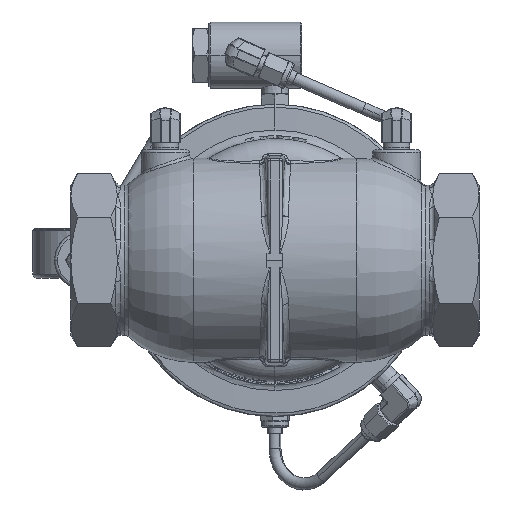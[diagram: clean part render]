
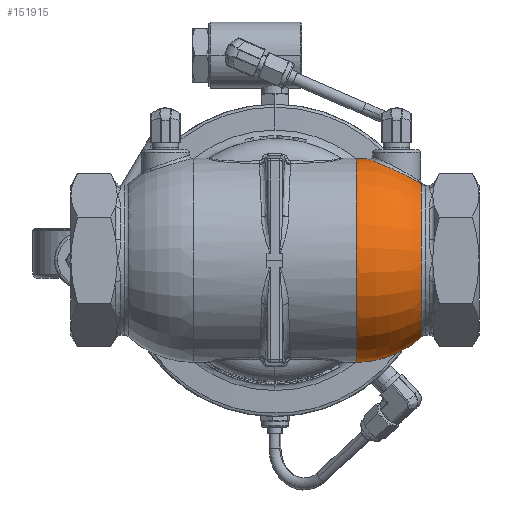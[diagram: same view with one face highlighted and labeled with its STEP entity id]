
A CAD part, front view. The second image highlights one B-rep face of the part: STEP entity #151915.
In plain terms, the highlighted toroidal (fillet/blend) face has major radius 3.175 mm and minor radius 50.8 mm.
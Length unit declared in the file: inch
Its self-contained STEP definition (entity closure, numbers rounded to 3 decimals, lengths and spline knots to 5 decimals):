
#792 = B_SPLINE_CURVE_WITH_KNOTS ( 'NONE', 3,
 ( #6128, #123976, #54136, #88276, #135949, #6651, #5079, #89308, #28891, #101209, #113122, #66023 ),
 .UNSPECIFIED., .F., .F.,
 ( 4, 2, 2, 2, 2, 4 ),
 ( 0., 0.00015, 0.0003, 0.00059, 0.00119, 0.00237 ),
 .UNSPECIFIED. ) ;
#5079 = CARTESIAN_POINT ( 'NONE',  ( 3.03438, -0.16651, 1.59862 ) ) ;
#6128 = CARTESIAN_POINT ( 'NONE',  ( 3.04716, -0.15756, 1.58779 ) ) ;
#6235 = CARTESIAN_POINT ( 'NONE',  ( 2.34499, -0.52306, 1.94651 ) ) ;
#6651 = CARTESIAN_POINT ( 'NONE',  ( 3.03654, -0.16378, 1.59694 ) ) ;
#6742 = CARTESIAN_POINT ( 'NONE',  ( 2.77657, -0.47474, 1.74171 ) ) ;
#7259 = CARTESIAN_POINT ( 'NONE',  ( 2.85146, -0.42395, 1.70272 ) ) ;
#7766 = CARTESIAN_POINT ( 'NONE',  ( 2.08151, -0.34375, 2.0582 ) ) ;
#8792 = FACE_OUTER_BOUND ( 'NONE', #146004, .T. ) ;
#10382 = DIRECTION ( 'NONE',  ( -1., 0., 0. ) ) ;
#11401 = DIRECTION ( 'NONE',  ( 0., 0., 1. ) ) ;
#12658 = EDGE_CURVE ( 'NONE', #109106, #107809, #28421, .T. ) ;
#13951 = DIRECTION ( 'NONE',  ( 0., 0., 1. ) ) ;
#15595 = CARTESIAN_POINT ( 'NONE',  ( 1.69167, 0., 0. ) ) ;
#17615 = CARTESIAN_POINT ( 'NONE',  ( 1.98924, -0.17621, 2.09541 ) ) ;
#18122 = CARTESIAN_POINT ( 'NONE',  ( 2.97252, -0.28469, 1.6368 ) ) ;
#18633 = CARTESIAN_POINT ( 'NONE',  ( 2.46272, -0.54561, 1.89365 ) ) ;
#19154 = CARTESIAN_POINT ( 'NONE',  ( 2.76349, -0.48199, 1.74841 ) ) ;
#22588 = TOROIDAL_SURFACE ( 'NONE', #27223, 0.125, 2. ) ;
#22875 = VERTEX_POINT ( 'NONE', #56090 ) ;
#23724 = EDGE_CURVE ( 'NONE', #40947, #22875, #66392, .T. ) ;
#26260 = AXIS2_PLACEMENT_3D ( 'NONE', #92496, #10382, #11401 ) ;
#27223 = AXIS2_PLACEMENT_3D ( 'NONE', #15595, #85830, #62053 ) ;
#28421 = CIRCLE ( 'NONE', #90737, 2. ) ;
#28891 = CARTESIAN_POINT ( 'NONE',  ( 3.02457, -0.18155, 1.60589 ) ) ;
#30007 = CARTESIAN_POINT ( 'NONE',  ( 2.43261, -0.54239, 1.90736 ) ) ;
#30530 = CARTESIAN_POINT ( 'NONE',  ( 2.2612, -0.48942, 1.98297 ) ) ;
#31022 = CARTESIAN_POINT ( 'NONE',  ( 2.20762, -0.45862, 2.00581 ) ) ;
#31541 = CARTESIAN_POINT ( 'NONE',  ( 2.2887, -0.50222, 1.97111 ) ) ;
#37673 = DIRECTION ( 'NONE',  ( -1., 0., 0. ) ) ;
#37685 = B_SPLINE_CURVE_WITH_KNOTS ( 'NONE', 3,
 ( #53701, #77494, #18122, #101312, #147967, #77993, #7259, #66121, #89919, #6742, #19154, #136537, #136049, #100799, #89406, #76997, #65626, #18633, #30007, #41887, #6235, #31541, #30530, #31022, #54743, #125108, #54236, #7766, #66629, #149007, #88367, #114253, #149496, #17615, #78510, #55267, #126155, #149996, #92413, #126679 ),
 .UNSPECIFIED., .F., .F.,
 ( 4, 2, 2, 2, 2, 2, 2, 2, 2, 2, 2, 2, 2, 2, 2, 2, 2, 2, 2, 4 ),
 ( 0.07387, 0.07638, 0.07889, 0.0814, 0.08265, 0.08391, 0.08642, 0.08893, 0.09144, 0.09395, 0.09646, 0.09896, 0.10147, 0.10398, 0.10524, 0.10649, 0.109, 0.11026, 0.11151, 0.11402 ),
 .UNSPECIFIED. ) ;
#38310 = VERTEX_POINT ( 'NONE', #137380 ) ;
#40947 = VERTEX_POINT ( 'NONE', #47259 ) ;
#41887 = CARTESIAN_POINT ( 'NONE',  ( 2.37378, -0.53108, 1.93377 ) ) ;
#42320 = ORIENTED_EDGE ( 'NONE', *, *, #23724, .T. ) ;
#42857 = AXIS2_PLACEMENT_3D ( 'NONE', #120910, #37673, #13951 ) ;
#44516 = CIRCLE ( 'NONE', #26260, 1.59559 ) ;
#47259 = CARTESIAN_POINT ( 'NONE',  ( 1.96035, 0., 2.10687 ) ) ;
#47362 = ORIENTED_EDGE ( 'NONE', *, *, #72656, .T. ) ;
#53701 = CARTESIAN_POINT ( 'NONE',  ( 3.00147, -0.22822, 1.62044 ) ) ;
#54136 = CARTESIAN_POINT ( 'NONE',  ( 3.04427, -0.15791, 1.59043 ) ) ;
#54236 = CARTESIAN_POINT ( 'NONE',  ( 2.11243, -0.37987, 2.04553 ) ) ;
#54394 = ORIENTED_EDGE ( 'NONE', *, *, #135562, .F. ) ;
#54741 = CARTESIAN_POINT ( 'NONE',  ( 1.69167, 0., 0.125 ) ) ;
#54743 = CARTESIAN_POINT ( 'NONE',  ( 2.18228, -0.44104, 2.01649 ) ) ;
#55267 = CARTESIAN_POINT ( 'NONE',  ( 1.97556, -0.12916, 2.10085 ) ) ;
#55773 = DIRECTION ( 'NONE',  ( 0., 0., -1. ) ) ;
#56090 = CARTESIAN_POINT ( 'NONE',  ( 1.69167, 0., 2.125 ) ) ;
#62053 = DIRECTION ( 'NONE',  ( 0., 0., 1. ) ) ;
#65626 = CARTESIAN_POINT ( 'NONE',  ( 2.5222, -0.54708, 1.86615 ) ) ;
#66023 = CARTESIAN_POINT ( 'NONE',  ( 3.00147, -0.22822, 1.62044 ) ) ;
#66121 = CARTESIAN_POINT ( 'NONE',  ( 2.81489, -0.45064, 1.72189 ) ) ;
#66392 = CIRCLE ( 'NONE', #99570, 2. ) ;
#66629 = CARTESIAN_POINT ( 'NONE',  ( 2.0716, -0.33111, 2.06223 ) ) ;
#67132 = DIRECTION ( 'NONE',  ( 0., -1., 0. ) ) ;
#69733 = EDGE_CURVE ( 'NONE', #38310, #134904, #792, .T. ) ;
#72305 = CARTESIAN_POINT ( 'NONE',  ( 3.04716, 0., -1.59559 ) ) ;
#72656 = EDGE_CURVE ( 'NONE', #134904, #40947, #37685, .T. ) ;
#74523 = DIRECTION ( 'NONE',  ( 0., 0., 1. ) ) ;
#76997 = CARTESIAN_POINT ( 'NONE',  ( 2.55173, -0.54539, 1.8523 ) ) ;
#77447 = CIRCLE ( 'NONE', #42857, 2.125 ) ;
#77494 = CARTESIAN_POINT ( 'NONE',  ( 2.98812, -0.25734, 1.62802 ) ) ;
#77993 = CARTESIAN_POINT ( 'NONE',  ( 2.87436, -0.40415, 1.69052 ) ) ;
#78510 = CARTESIAN_POINT ( 'NONE',  ( 1.98418, -0.16056, 2.09742 ) ) ;
#85830 = DIRECTION ( 'NONE',  ( -1., 0., 0. ) ) ;
#88276 = CARTESIAN_POINT ( 'NONE',  ( 3.04153, -0.15936, 1.59281 ) ) ;
#88367 = CARTESIAN_POINT ( 'NONE',  ( 2.04441, -0.29188, 2.07327 ) ) ;
#88434 = CARTESIAN_POINT ( 'NONE',  ( 1.69167, 0., -0.125 ) ) ;
#88864 = CARTESIAN_POINT ( 'NONE',  ( 1.69167, 0., -2.125 ) ) ;
#89308 = CARTESIAN_POINT ( 'NONE',  ( 3.02822, -0.17514, 1.6033 ) ) ;
#89406 = CARTESIAN_POINT ( 'NONE',  ( 2.61037, -0.53723, 1.82435 ) ) ;
#89919 = CARTESIAN_POINT ( 'NONE',  ( 2.80229, -0.45906, 1.72844 ) ) ;
#90737 = AXIS2_PLACEMENT_3D ( 'NONE', #88434, #123625, #74523 ) ;
#92413 = CARTESIAN_POINT ( 'NONE',  ( 1.96035, -0.033, 2.10687 ) ) ;
#92496 = CARTESIAN_POINT ( 'NONE',  ( 3.04716, 0., 0. ) ) ;
#95573 = ORIENTED_EDGE ( 'NONE', *, *, #140535, .T. ) ;
#99570 = AXIS2_PLACEMENT_3D ( 'NONE', #54741, #67132, #55773 ) ;
#100799 = CARTESIAN_POINT ( 'NONE',  ( 2.63964, -0.53067, 1.81018 ) ) ;
#101209 = CARTESIAN_POINT ( 'NONE',  ( 3.01411, -0.20099, 1.61298 ) ) ;
#101312 = CARTESIAN_POINT ( 'NONE',  ( 2.93712, -0.33611, 1.65645 ) ) ;
#107139 = CARTESIAN_POINT ( 'NONE',  ( 3.00147, -0.22822, 1.62044 ) ) ;
#107809 = VERTEX_POINT ( 'NONE', #88864 ) ;
#109106 = VERTEX_POINT ( 'NONE', #72305 ) ;
#113122 = CARTESIAN_POINT ( 'NONE',  ( 3.00774, -0.21453, 1.61688 ) ) ;
#114253 = CARTESIAN_POINT ( 'NONE',  ( 2.02015, -0.25078, 2.08306 ) ) ;
#116806 = ORIENTED_EDGE ( 'NONE', *, *, #12658, .F. ) ;
#118599 = ORIENTED_EDGE ( 'NONE', *, *, #69733, .T. ) ;
#120910 = CARTESIAN_POINT ( 'NONE',  ( 1.69167, 0., 0. ) ) ;
#123625 = DIRECTION ( 'NONE',  ( 0., 1., 0. ) ) ;
#123976 = CARTESIAN_POINT ( 'NONE',  ( 3.04571, -0.15749, 1.58914 ) ) ;
#125108 = CARTESIAN_POINT ( 'NONE',  ( 2.1347, -0.40167, 2.03634 ) ) ;
#126155 = CARTESIAN_POINT ( 'NONE',  ( 1.97197, -0.11333, 2.10227 ) ) ;
#126679 = CARTESIAN_POINT ( 'NONE',  ( 1.96035, 0., 2.10687 ) ) ;
#134904 = VERTEX_POINT ( 'NONE', #107139 ) ;
#135562 = EDGE_CURVE ( 'NONE', #107809, #22875, #77447, .T. ) ;
#135949 = CARTESIAN_POINT ( 'NONE',  ( 3.04024, -0.16036, 1.59389 ) ) ;
#136049 = CARTESIAN_POINT ( 'NONE',  ( 2.69618, -0.51306, 1.78237 ) ) ;
#136537 = CARTESIAN_POINT ( 'NONE',  ( 2.72361, -0.502, 1.76866 ) ) ;
#137380 = CARTESIAN_POINT ( 'NONE',  ( 3.04716, -0.15756, 1.58779 ) ) ;
#140535 = EDGE_CURVE ( 'NONE', #109106, #38310, #44516, .T. ) ;
#146004 = EDGE_LOOP ( 'NONE', ( #116806, #95573, #118599, #47362, #42320, #54394 ) ) ;
#147967 = CARTESIAN_POINT ( 'NONE',  ( 2.91715, -0.36032, 1.66741 ) ) ;
#149007 = CARTESIAN_POINT ( 'NONE',  ( 2.05308, -0.30521, 2.06976 ) ) ;
#149496 = CARTESIAN_POINT ( 'NONE',  ( 2.00629, -0.22189, 2.0886 ) ) ;
#149996 = CARTESIAN_POINT ( 'NONE',  ( 1.96331, -0.06545, 2.1057 ) ) ;
#151915 = ADVANCED_FACE ( 'NONE', ( #8792 ), #22588, .T. ) ;
